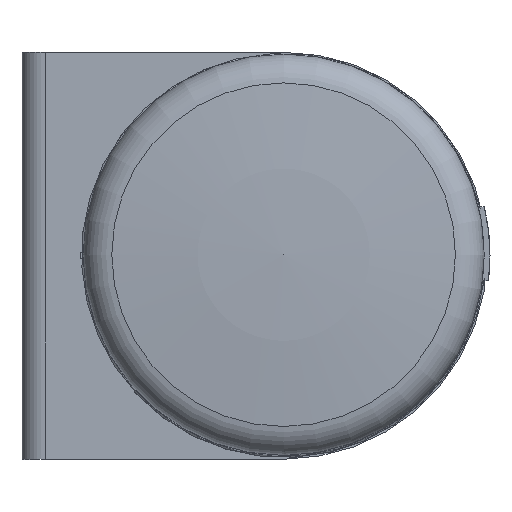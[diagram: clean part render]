
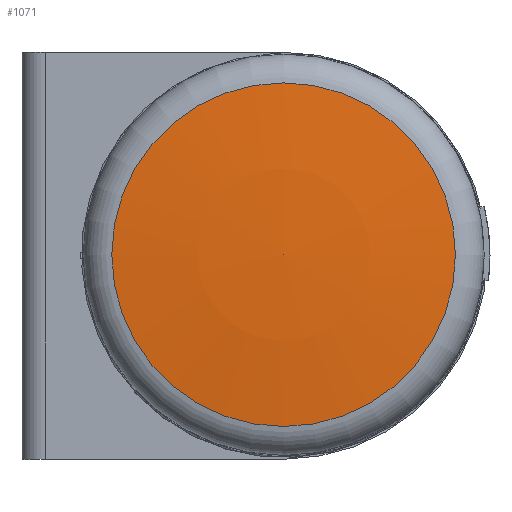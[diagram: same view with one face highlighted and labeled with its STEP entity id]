
A CAD part, top view. The second image highlights one B-rep face of the part: STEP entity #1071.
In plain terms, the highlighted spherical face has radius 291.952 mm.
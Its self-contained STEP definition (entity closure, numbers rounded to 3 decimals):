
#35=SPHERICAL_SURFACE('',#5483,291.952);
#658=CIRCLE('',#5482,29.557);
#1071=ADVANCED_FACE('',(#1492),#35,.T.);
#1492=FACE_OUTER_BOUND('',#1818,.T.);
#1818=EDGE_LOOP('',(#2478));
#2478=ORIENTED_EDGE('',*,*,#4212,.T.);
#3676=VERTEX_POINT('',#10800);
#4212=EDGE_CURVE('',#3676,#3676,#658,.T.);
#5482=AXIS2_PLACEMENT_3D('',#10799,#6345,#6346);
#5483=AXIS2_PLACEMENT_3D('',#10801,#6347,#6348);
#6345=DIRECTION('',(0.,0.,1.));
#6346=DIRECTION('',(1.,0.,0.));
#6347=DIRECTION('',(0.,0.,1.));
#6348=DIRECTION('',(0.,-1.,0.));
#10799=CARTESIAN_POINT('',(5.,0.,128.75));
#10800=CARTESIAN_POINT('',(34.557,0.,128.75));
#10801=CARTESIAN_POINT('',(5.,0.,-161.702));
